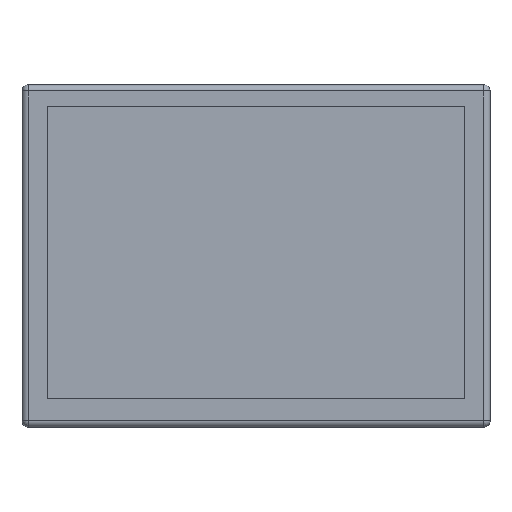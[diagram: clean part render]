
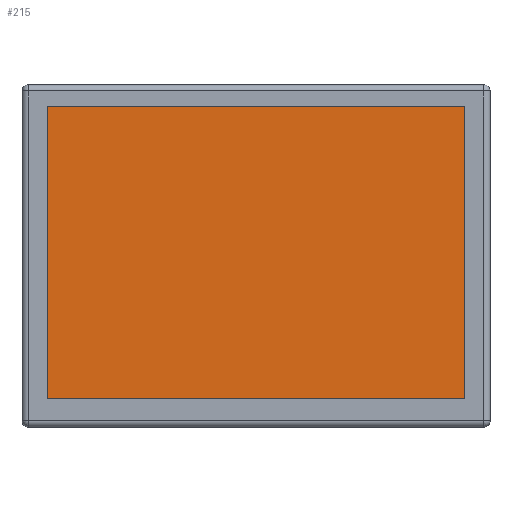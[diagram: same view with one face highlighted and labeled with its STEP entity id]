
A CAD part, top view. The second image highlights one B-rep face of the part: STEP entity #215.
In plain terms, the highlighted planar face has unit normal (0, 0, 1).
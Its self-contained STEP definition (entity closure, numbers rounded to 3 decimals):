
#85=CARTESIAN_POINT('',(-33.25,-22.75,19.85));
#86=VERTEX_POINT('',#85);
#87=CARTESIAN_POINT('',(-33.25,23.75,19.85));
#88=VERTEX_POINT('',#87);
#89=CARTESIAN_POINT('',(-33.25,-22.75,19.85));
#90=DIRECTION('',(0.0,1.0,0.0));
#91=VECTOR('',#90,46.5);
#92=LINE('',#89,#91);
#93=EDGE_CURVE('',#86,#88,#92,.T.);
#125=CARTESIAN_POINT('',(33.25,23.75,19.85));
#126=VERTEX_POINT('',#125);
#127=CARTESIAN_POINT('',(-33.25,23.75,19.85));
#128=DIRECTION('',(1.0,0.0,0.0));
#129=VECTOR('',#128,66.5);
#130=LINE('',#127,#129);
#131=EDGE_CURVE('',#88,#126,#130,.T.);
#156=CARTESIAN_POINT('',(33.25,-22.75,19.85));
#157=VERTEX_POINT('',#156);
#158=CARTESIAN_POINT('',(33.25,23.75,19.85));
#159=DIRECTION('',(0.0,-1.0,0.0));
#160=VECTOR('',#159,46.5);
#161=LINE('',#158,#160);
#162=EDGE_CURVE('',#126,#157,#161,.T.);
#187=CARTESIAN_POINT('',(33.25,-22.75,19.85));
#188=DIRECTION('',(-1.0,0.0,0.0));
#189=VECTOR('',#188,66.5);
#190=LINE('',#187,#189);
#191=EDGE_CURVE('',#157,#86,#190,.T.);
#204=CARTESIAN_POINT('',(0.,0.5,19.85));
#205=DIRECTION('',(0.0,0.0,1.0));
#206=DIRECTION('',(1.0,0.0,0.0));
#207=AXIS2_PLACEMENT_3D('',#204,#205,#206);
#208=PLANE('',#207);
#209=ORIENTED_EDGE('',*,*,#93,.F.);
#210=ORIENTED_EDGE('',*,*,#191,.F.);
#211=ORIENTED_EDGE('',*,*,#162,.F.);
#212=ORIENTED_EDGE('',*,*,#131,.F.);
#213=EDGE_LOOP('',(#209,#210,#211,#212));
#214=FACE_OUTER_BOUND('',#213,.T.);
#215=ADVANCED_FACE('',(#214),#208,.T.);
